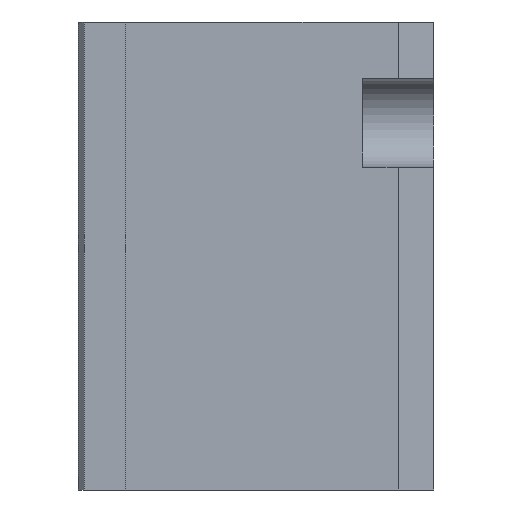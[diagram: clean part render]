
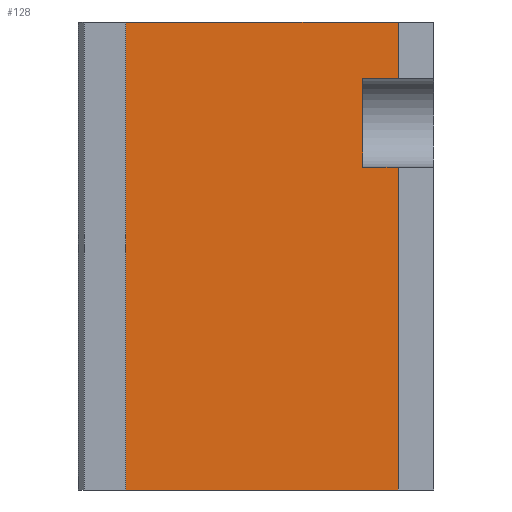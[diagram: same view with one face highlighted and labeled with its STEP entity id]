
A CAD part, left-side view. The second image highlights one B-rep face of the part: STEP entity #128.
In plain terms, the highlighted planar face has unit normal (-1, 0, 0).
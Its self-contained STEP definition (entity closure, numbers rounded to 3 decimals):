
#128 = ADVANCED_FACE( '', ( #271 ), #272, .F. );
#271 = FACE_OUTER_BOUND( '', #412, .T. );
#272 = PLANE( '', #413 );
#412 = EDGE_LOOP( '', ( #708, #709, #710, #711, #712, #713, #714, #715 ) );
#413 = AXIS2_PLACEMENT_3D( '', #716, #717, #718 );
#708 = ORIENTED_EDGE( '', *, *, #762, .F. );
#709 = ORIENTED_EDGE( '', *, *, #805, .F. );
#710 = ORIENTED_EDGE( '', *, *, #870, .F. );
#711 = ORIENTED_EDGE( '', *, *, #799, .T. );
#712 = ORIENTED_EDGE( '', *, *, #789, .T. );
#713 = ORIENTED_EDGE( '', *, *, #876, .F. );
#714 = ORIENTED_EDGE( '', *, *, #793, .F. );
#715 = ORIENTED_EDGE( '', *, *, #878, .T. );
#716 = CARTESIAN_POINT( '', ( -42.5, 52., 79. ) );
#717 = DIRECTION( '', ( 1., 0., 0. ) );
#718 = DIRECTION( '', ( 0., 0., -1. ) );
#762 = EDGE_CURVE( '', #890, #891, #892, .T. );
#789 = EDGE_CURVE( '', #940, #938, #941, .T. );
#793 = EDGE_CURVE( '', #946, #947, #948, .T. );
#799 = EDGE_CURVE( '', #957, #940, #958, .T. );
#805 = EDGE_CURVE( '', #965, #890, #967, .T. );
#870 = EDGE_CURVE( '', #957, #965, #1060, .T. );
#876 = EDGE_CURVE( '', #947, #938, #1066, .T. );
#878 = EDGE_CURVE( '', #946, #891, #1068, .T. );
#890 = VERTEX_POINT( '', #1080 );
#891 = VERTEX_POINT( '', #1081 );
#892 = LINE( '', #1082, #1083 );
#938 = VERTEX_POINT( '', #1204 );
#940 = VERTEX_POINT( '', #1207 );
#941 = LINE( '', #1208, #1209 );
#946 = VERTEX_POINT( '', #1216 );
#947 = VERTEX_POINT( '', #1217 );
#948 = LINE( '', #1218, #1219 );
#957 = VERTEX_POINT( '', #1232 );
#958 = LINE( '', #1233, #1234 );
#965 = VERTEX_POINT( '', #1244 );
#967 = LINE( '', #1247, #1248 );
#1060 = LINE( '', #1429, #1430 );
#1066 = LINE( '', #1438, #1439 );
#1068 = LINE( '', #1441, #1442 );
#1080 = CARTESIAN_POINT( '', ( -42.5, 6., 69.5 ) );
#1081 = CARTESIAN_POINT( '', ( -42.5, 12., 69.5 ) );
#1082 = CARTESIAN_POINT( '', ( -42.5, 52., 69.5 ) );
#1083 = VECTOR( '', #1454, 1000. );
#1204 = CARTESIAN_POINT( '', ( -42.5, 6., 0. ) );
#1207 = CARTESIAN_POINT( '', ( -42.5, 52., 0. ) );
#1208 = CARTESIAN_POINT( '', ( -42.5, 52., 0. ) );
#1209 = VECTOR( '', #1484, 1000. );
#1216 = CARTESIAN_POINT( '', ( -42.5, 12., 54.5 ) );
#1217 = CARTESIAN_POINT( '', ( -42.5, 6., 54.5 ) );
#1218 = CARTESIAN_POINT( '', ( -42.5, 52., 54.5 ) );
#1219 = VECTOR( '', #1487, 1000. );
#1232 = CARTESIAN_POINT( '', ( -42.5, 52., 79. ) );
#1233 = CARTESIAN_POINT( '', ( -42.5, 52., 79. ) );
#1234 = VECTOR( '', #1492, 1000. );
#1244 = CARTESIAN_POINT( '', ( -42.5, 6., 79. ) );
#1247 = CARTESIAN_POINT( '', ( -42.5, 6., 79. ) );
#1248 = VECTOR( '', #1497, 1000. );
#1429 = CARTESIAN_POINT( '', ( -42.5, 52., 79. ) );
#1430 = VECTOR( '', #1566, 1000. );
#1438 = CARTESIAN_POINT( '', ( -42.5, 6., 79. ) );
#1439 = VECTOR( '', #1569, 1000. );
#1441 = CARTESIAN_POINT( '', ( -42.5, 12., 79. ) );
#1442 = VECTOR( '', #1570, 1000. );
#1454 = DIRECTION( '', ( 0., 1., 0. ) );
#1484 = DIRECTION( '', ( 0., -1., 0. ) );
#1487 = DIRECTION( '', ( 0., -1., 0. ) );
#1492 = DIRECTION( '', ( 0., 0., -1. ) );
#1497 = DIRECTION( '', ( 0., 0., -1. ) );
#1566 = DIRECTION( '', ( 0., -1., 0. ) );
#1569 = DIRECTION( '', ( 0., 0., -1. ) );
#1570 = DIRECTION( '', ( 0., 0., 1. ) );
